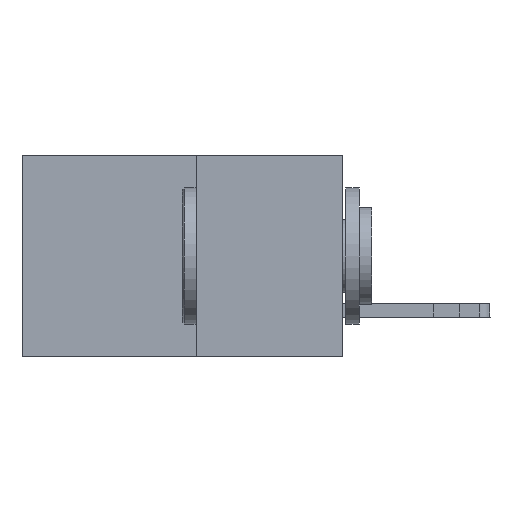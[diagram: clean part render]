
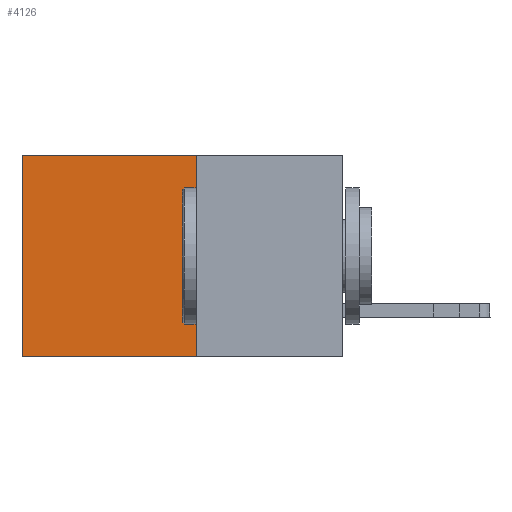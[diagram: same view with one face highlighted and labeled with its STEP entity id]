
A CAD part, left-side view. The second image highlights one B-rep face of the part: STEP entity #4126.
In plain terms, the highlighted planar face has unit normal (-1, 0, 0).
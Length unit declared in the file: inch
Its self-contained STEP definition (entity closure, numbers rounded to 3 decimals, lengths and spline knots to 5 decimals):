
#523 = LINE ( 'NONE', #8479, #20808 ) ;
#829 = DIRECTION ( 'NONE',  ( 0., 1., 0. ) ) ;
#1788 = VERTEX_POINT ( 'NONE', #10767 ) ;
#2206 = LINE ( 'NONE', #14027, #23900 ) ;
#2905 = VERTEX_POINT ( 'NONE', #18278 ) ;
#2917 = VERTEX_POINT ( 'NONE', #22301 ) ;
#2941 = VECTOR ( 'NONE', #829, 39.37008 ) ;
#4126 = ADVANCED_FACE ( 'NONE', ( #24734 ), #18901, .F. ) ;
#4925 = AXIS2_PLACEMENT_3D ( 'NONE', #5010, #16828, #5150 ) ;
#5010 = CARTESIAN_POINT ( 'NONE',  ( 0.277, 0.27, -0.37 ) ) ;
#5150 = DIRECTION ( 'NONE',  ( 0., 0., -1. ) ) ;
#8382 = VERTEX_POINT ( 'NONE', #23122 ) ;
#8479 = CARTESIAN_POINT ( 'NONE',  ( 0.277, 0.27, -0.37 ) ) ;
#8682 = EDGE_LOOP ( 'NONE', ( #21926, #23771, #21174, #18068 ) ) ;
#9542 = EDGE_CURVE ( 'NONE', #2917, #2905, #24309, .T. ) ;
#10767 = CARTESIAN_POINT ( 'NONE',  ( 0.277, 0.27, -0.37 ) ) ;
#12522 = CARTESIAN_POINT ( 'NONE',  ( 0.277, 0.59, -0.37 ) ) ;
#12635 = EDGE_CURVE ( 'NONE', #8382, #1788, #523, .T. ) ;
#12778 = DIRECTION ( 'NONE',  ( 0., 0., -1. ) ) ;
#14027 = CARTESIAN_POINT ( 'NONE',  ( 0.277, 0.27, 0. ) ) ;
#15075 = DIRECTION ( 'NONE',  ( 0., 0., -1. ) ) ;
#16093 = DIRECTION ( 'NONE',  ( 0., 1., 0. ) ) ;
#16828 = DIRECTION ( 'NONE',  ( 1., 0., 0. ) ) ;
#17146 = EDGE_CURVE ( 'NONE', #8382, #2917, #2206, .T. ) ;
#18068 = ORIENTED_EDGE ( 'NONE', *, *, #17146, .T. ) ;
#18278 = CARTESIAN_POINT ( 'NONE',  ( 0.277, 0.59, -0.37 ) ) ;
#18901 = PLANE ( 'NONE',  #4925 ) ;
#19739 = VECTOR ( 'NONE', #12778, 39.37008 ) ;
#20577 = CARTESIAN_POINT ( 'NONE',  ( 0.277, 0.27, -0.37 ) ) ;
#20808 = VECTOR ( 'NONE', #15075, 39.37008 ) ;
#21174 = ORIENTED_EDGE ( 'NONE', *, *, #12635, .F. ) ;
#21926 = ORIENTED_EDGE ( 'NONE', *, *, #9542, .T. ) ;
#22301 = CARTESIAN_POINT ( 'NONE',  ( 0.277, 0.59, 0. ) ) ;
#23122 = CARTESIAN_POINT ( 'NONE',  ( 0.277, 0.27, 0. ) ) ;
#23771 = ORIENTED_EDGE ( 'NONE', *, *, #24329, .F. ) ;
#23900 = VECTOR ( 'NONE', #16093, 39.37008 ) ;
#24309 = LINE ( 'NONE', #12522, #19739 ) ;
#24329 = EDGE_CURVE ( 'NONE', #1788, #2905, #24458, .T. ) ;
#24458 = LINE ( 'NONE', #20577, #2941 ) ;
#24734 = FACE_OUTER_BOUND ( 'NONE', #8682, .T. ) ;
